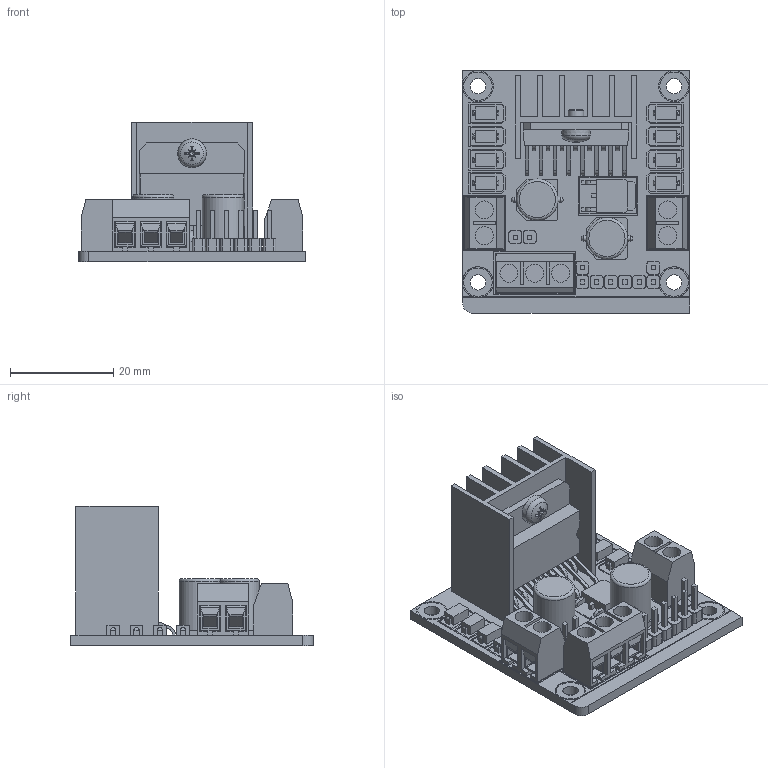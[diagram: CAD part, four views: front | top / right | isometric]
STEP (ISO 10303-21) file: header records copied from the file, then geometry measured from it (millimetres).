
FILE_DESCRIPTION(/* description */ (''),/* implementation_level */ '2;1');
FILE_NAME(/* name */ 'Assembly H brug.stp',/* time_stamp */ '2020-12-16T11:29:36+01:00',/* author */ ('caspe'),/* organization */ (''),/* preprocessor_version */ 'ST-DEVELOPER v17',/* originating_system */ 'Autodesk Inventor 2019',/* authorisation */ '');
FILE_SCHEMA (('AUTOMOTIVE_DESIGN { 1 0 10303 214 3 1 1 }'));
Length unit declared in the file: millimetre
Products named in the file (4): Assembly H brug; H-brug; Bolted Connection; ISO 7045 - M3 x 4 - 4.8 - Z
Assembly tree (3 placements, depth 3):
  Assembly H brug
    H-brug
    Bolted Connection
      ISO 7045 - M3 x 4 - 4.8 - Z
Bounding box: 44 x 47 x 27 mm (x, y, z)
Volume: 10555.7 mm3; surface area: 14604.3 mm2
Topology: 2 solids, 2 shells, 1120 faces, 3039 edges, 2014 vertices
Faces by surface type: plane 852, cylinder 240, cone 16, torus 7, sphere 5
Full cylindrical faces by diameter (mm): 2.729 x1, 3 x6, 3.5 x7, 5.5 x4, 6 x2, 8 x2
Entity records: 36301 total; most frequent: CARTESIAN_POINT 6511, ORIENTED_EDGE 6046, DIRECTION 5813, EDGE_CURVE 3023, LINE 2405, VECTOR 2405, VERTEX_POINT 1988, AXIS2_PLACEMENT_3D 1704
